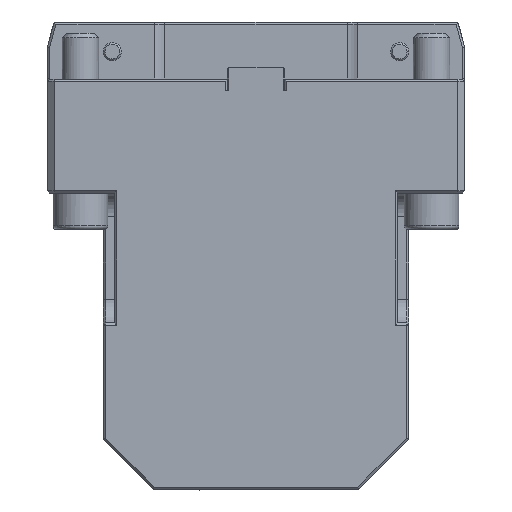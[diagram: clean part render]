
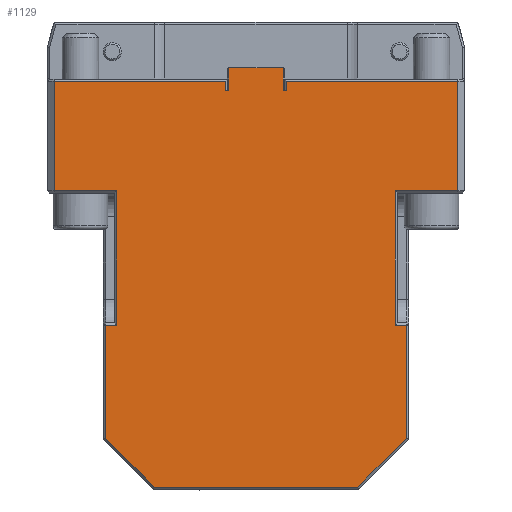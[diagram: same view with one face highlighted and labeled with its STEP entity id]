
A CAD part, left-side view. The second image highlights one B-rep face of the part: STEP entity #1129.
In plain terms, the highlighted planar face has unit normal (-1, 0, 0).
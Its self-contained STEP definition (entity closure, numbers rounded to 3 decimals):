
#290=LINE('',#6311,#686);
#291=LINE('',#6313,#687);
#295=LINE('',#6321,#691);
#298=LINE('',#6327,#694);
#299=LINE('',#6329,#695);
#302=LINE('',#6334,#698);
#303=LINE('',#6336,#699);
#305=LINE('',#6340,#701);
#308=LINE('',#6345,#704);
#309=LINE('',#6347,#705);
#313=LINE('',#6354,#709);
#316=LINE('',#6361,#712);
#319=LINE('',#6366,#715);
#320=LINE('',#6368,#716);
#323=LINE('',#6373,#719);
#325=LINE('',#6376,#721);
#356=LINE('',#6447,#752);
#360=LINE('',#6454,#756);
#361=LINE('',#6456,#757);
#362=LINE('',#6458,#758);
#363=LINE('',#6460,#759);
#364=LINE('',#6462,#760);
#686=VECTOR('',#4867,1.);
#687=VECTOR('',#4870,1.);
#691=VECTOR('',#4876,1.);
#694=VECTOR('',#4881,1.);
#695=VECTOR('',#4884,1.);
#698=VECTOR('',#4889,1.);
#699=VECTOR('',#4892,1.);
#701=VECTOR('',#4896,1.);
#704=VECTOR('',#4901,1.);
#705=VECTOR('',#4904,1.);
#709=VECTOR('',#4910,1.);
#712=VECTOR('',#4915,1.);
#715=VECTOR('',#4920,1.);
#716=VECTOR('',#4923,1.);
#719=VECTOR('',#4928,1.);
#721=VECTOR('',#4932,1.);
#752=VECTOR('',#5005,1.);
#756=VECTOR('',#5011,1.);
#757=VECTOR('',#5012,1.);
#758=VECTOR('',#5013,1.);
#759=VECTOR('',#5014,1.);
#760=VECTOR('',#5015,1.);
#1129=ADVANCED_FACE('',(#1528),#1325,.F.);
#1325=PLANE('',#4171);
#1528=FACE_OUTER_BOUND('',#1737,.T.);
#1737=EDGE_LOOP('',(#2497,#2498,#2499,#2500,#2501,#2502,#2503,#2504,#2505,
#2506,#2507,#2508,#2509,#2510,#2511,#2512,#2513,#2514,#2515,#2516,#2517,
#2518));
#2497=ORIENTED_EDGE('',*,*,#3635,.T.);
#2498=ORIENTED_EDGE('',*,*,#3632,.T.);
#2499=ORIENTED_EDGE('',*,*,#3631,.T.);
#2500=ORIENTED_EDGE('',*,*,#3628,.T.);
#2501=ORIENTED_EDGE('',*,*,#3675,.T.);
#2502=ORIENTED_EDGE('',*,*,#3679,.T.);
#2503=ORIENTED_EDGE('',*,*,#3680,.T.);
#2504=ORIENTED_EDGE('',*,*,#3681,.T.);
#2505=ORIENTED_EDGE('',*,*,#3682,.T.);
#2506=ORIENTED_EDGE('',*,*,#3683,.T.);
#2507=ORIENTED_EDGE('',*,*,#3637,.T.);
#2508=ORIENTED_EDGE('',*,*,#3625,.T.);
#2509=ORIENTED_EDGE('',*,*,#3621,.T.);
#2510=ORIENTED_EDGE('',*,*,#3620,.T.);
#2511=ORIENTED_EDGE('',*,*,#3617,.T.);
#2512=ORIENTED_EDGE('',*,*,#3615,.T.);
#2513=ORIENTED_EDGE('',*,*,#3614,.T.);
#2514=ORIENTED_EDGE('',*,*,#3611,.T.);
#2515=ORIENTED_EDGE('',*,*,#3610,.T.);
#2516=ORIENTED_EDGE('',*,*,#3607,.T.);
#2517=ORIENTED_EDGE('',*,*,#3603,.T.);
#2518=ORIENTED_EDGE('',*,*,#3602,.T.);
#3016=VERTEX_POINT('',#5806);
#3019=VERTEX_POINT('',#5816);
#3102=VERTEX_POINT('',#6085);
#3118=VERTEX_POINT('',#6138);
#3129=VERTEX_POINT('',#6172);
#3168=VERTEX_POINT('',#6310);
#3169=VERTEX_POINT('',#6314);
#3170=VERTEX_POINT('',#6318);
#3172=VERTEX_POINT('',#6324);
#3174=VERTEX_POINT('',#6330);
#3175=VERTEX_POINT('',#6337);
#3176=VERTEX_POINT('',#6341);
#3177=VERTEX_POINT('',#6348);
#3179=VERTEX_POINT('',#6355);
#3181=VERTEX_POINT('',#6360);
#3183=VERTEX_POINT('',#6369);
#3184=VERTEX_POINT('',#6377);
#3202=VERTEX_POINT('',#6446);
#3205=VERTEX_POINT('',#6455);
#3206=VERTEX_POINT('',#6457);
#3207=VERTEX_POINT('',#6459);
#3208=VERTEX_POINT('',#6461);
#3602=EDGE_CURVE('',#3016,#3168,#290,.T.);
#3603=EDGE_CURVE('',#3169,#3016,#291,.T.);
#3607=EDGE_CURVE('',#3170,#3169,#295,.T.);
#3610=EDGE_CURVE('',#3172,#3170,#298,.T.);
#3611=EDGE_CURVE('',#3174,#3172,#299,.T.);
#3614=EDGE_CURVE('',#3019,#3174,#302,.T.);
#3615=EDGE_CURVE('',#3175,#3019,#303,.T.);
#3617=EDGE_CURVE('',#3176,#3175,#305,.T.);
#3620=EDGE_CURVE('',#3129,#3176,#308,.T.);
#3621=EDGE_CURVE('',#3177,#3129,#309,.T.);
#3625=EDGE_CURVE('',#3179,#3177,#313,.T.);
#3628=EDGE_CURVE('',#3102,#3181,#316,.T.);
#3631=EDGE_CURVE('',#3118,#3102,#319,.T.);
#3632=EDGE_CURVE('',#3183,#3118,#320,.T.);
#3635=EDGE_CURVE('',#3168,#3183,#323,.T.);
#3637=EDGE_CURVE('',#3184,#3179,#325,.T.);
#3675=EDGE_CURVE('',#3181,#3202,#356,.T.);
#3679=EDGE_CURVE('',#3202,#3205,#360,.T.);
#3680=EDGE_CURVE('',#3205,#3206,#361,.T.);
#3681=EDGE_CURVE('',#3206,#3207,#362,.T.);
#3682=EDGE_CURVE('',#3207,#3208,#363,.T.);
#3683=EDGE_CURVE('',#3208,#3184,#364,.T.);
#4171=AXIS2_PLACEMENT_3D('',#6463,#5016,#5017);
#4867=DIRECTION('',(0.,1.,0.));
#4870=DIRECTION('',(0.,0.,1.));
#4876=DIRECTION('',(0.,-0.707,0.707));
#4881=DIRECTION('',(0.,-1.,0.));
#4884=DIRECTION('',(0.,-0.707,-0.707));
#4889=DIRECTION('',(0.,0.,-1.));
#4892=DIRECTION('',(0.,1.,0.));
#4896=DIRECTION('',(0.,0.,-1.));
#4901=DIRECTION('',(0.,-1.,0.));
#4904=DIRECTION('',(0.,0.,-1.));
#4910=DIRECTION('',(0.,1.,0.));
#4915=DIRECTION('',(0.,1.,0.));
#4920=DIRECTION('',(0.,0.,1.));
#4923=DIRECTION('',(0.,-1.,0.));
#4928=DIRECTION('',(0.,0.,1.));
#4932=DIRECTION('',(0.,0.,1.));
#5005=DIRECTION('',(0.,0.,-1.));
#5011=DIRECTION('',(0.,1.,0.));
#5012=DIRECTION('',(0.,0.,1.));
#5013=DIRECTION('',(0.,1.,0.));
#5014=DIRECTION('',(0.,0.,-1.));
#5015=DIRECTION('',(0.,1.,0.));
#5016=DIRECTION('',(1.,0.,0.));
#5017=DIRECTION('',(0.,0.,1.));
#5806=CARTESIAN_POINT('',(-128.,-66.,-108.));
#5816=CARTESIAN_POINT('',(-128.,66.,-108.));
#6085=CARTESIAN_POINT('',(-128.,-88.5,-1.));
#6138=CARTESIAN_POINT('',(-128.,-88.5,-49.));
#6172=CARTESIAN_POINT('',(-128.,88.5,-49.));
#6310=CARTESIAN_POINT('',(-128.,-61.,-108.));
#6311=CARTESIAN_POINT('',(-128.,-91.5,-108.));
#6313=CARTESIAN_POINT('',(-128.,-66.,-180.));
#6314=CARTESIAN_POINT('',(-128.,-66.,-157.586));
#6318=CARTESIAN_POINT('',(-128.,-44.586,-179.));
#6321=CARTESIAN_POINT('',(-128.,-66.293,-157.293));
#6324=CARTESIAN_POINT('',(-128.,44.586,-179.));
#6327=CARTESIAN_POINT('',(-128.,-91.5,-179.));
#6329=CARTESIAN_POINT('',(-128.,44.293,-179.293));
#6330=CARTESIAN_POINT('',(-128.,66.,-157.586));
#6334=CARTESIAN_POINT('',(-128.,66.,-180.));
#6336=CARTESIAN_POINT('',(-128.,-91.5,-108.));
#6337=CARTESIAN_POINT('',(-128.,61.,-108.));
#6340=CARTESIAN_POINT('',(-128.,61.,-107.));
#6341=CARTESIAN_POINT('',(-128.,61.,-49.));
#6345=CARTESIAN_POINT('',(-128.,-91.5,-49.));
#6347=CARTESIAN_POINT('',(-128.,88.5,-180.));
#6348=CARTESIAN_POINT('',(-128.,88.5,-1.));
#6354=CARTESIAN_POINT('',(-128.,-91.5,-1.));
#6355=CARTESIAN_POINT('',(-128.,13.5,-1.));
#6360=CARTESIAN_POINT('',(-128.,-13.5,-1.));
#6361=CARTESIAN_POINT('',(-128.,-91.5,-1.));
#6366=CARTESIAN_POINT('',(-128.,-88.5,0.));
#6368=CARTESIAN_POINT('',(-128.,-91.5,-49.));
#6369=CARTESIAN_POINT('',(-128.,-61.,-49.));
#6373=CARTESIAN_POINT('',(-128.,-61.,-50.));
#6376=CARTESIAN_POINT('',(-128.,13.5,-0.5));
#6377=CARTESIAN_POINT('',(-128.,13.5,-5.));
#6446=CARTESIAN_POINT('',(-128.,-13.5,-5.));
#6447=CARTESIAN_POINT('',(-128.,-13.5,-3.5));
#6454=CARTESIAN_POINT('',(-128.,-12.5,-5.));
#6455=CARTESIAN_POINT('',(-128.,-12.,-5.));
#6456=CARTESIAN_POINT('',(-128.,-12.,-5.));
#6457=CARTESIAN_POINT('',(-128.,-12.,5.));
#6458=CARTESIAN_POINT('',(-128.,-12.5,5.));
#6459=CARTESIAN_POINT('',(-128.,12.,5.));
#6460=CARTESIAN_POINT('',(-128.,12.,-5.));
#6461=CARTESIAN_POINT('',(-128.,12.,-5.));
#6462=CARTESIAN_POINT('',(-128.,-12.5,-5.));
#6463=CARTESIAN_POINT('',(-128.,-91.5,-180.));
